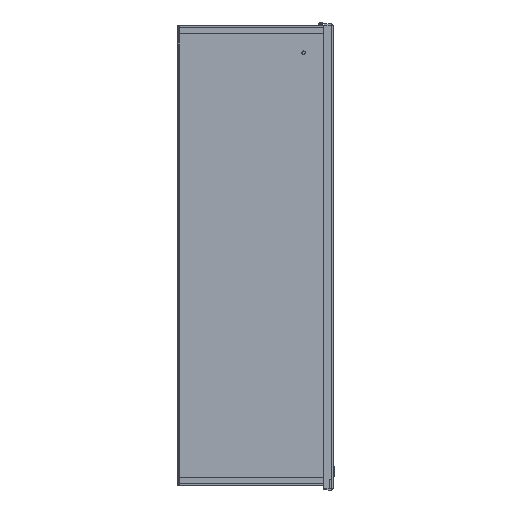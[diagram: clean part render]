
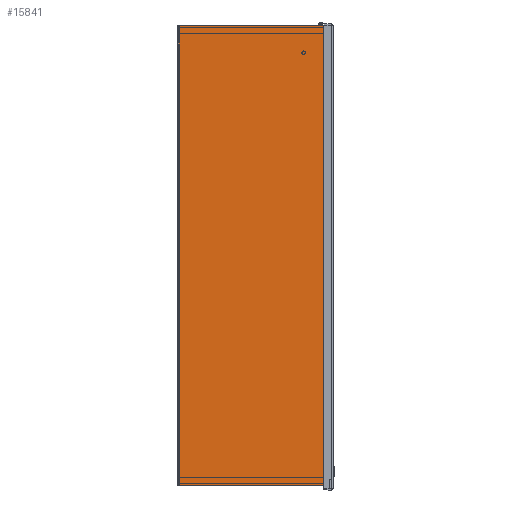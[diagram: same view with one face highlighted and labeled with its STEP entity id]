
A CAD part, front view. The second image highlights one B-rep face of the part: STEP entity #15841.
In plain terms, the highlighted face is planar.
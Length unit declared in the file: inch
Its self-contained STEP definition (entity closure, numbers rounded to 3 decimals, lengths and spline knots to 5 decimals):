
#390 = LINE ( 'NONE', #6454, #32977 ) ;
#2636 = LINE ( 'NONE', #46246, #24939 ) ;
#4983 = DIRECTION ( 'NONE',  ( 0., 1., 0. ) ) ;
#6454 = CARTESIAN_POINT ( 'NONE',  ( -18., -11.857, -21. ) ) ;
#7153 = EDGE_CURVE ( 'NONE', #20545, #47043, #26842, .T. ) ;
#9637 = CARTESIAN_POINT ( 'NONE',  ( 18., -0.143, -21. ) ) ;
#11198 = PLANE ( 'NONE',  #28768 ) ;
#11827 = DIRECTION ( 'NONE',  ( 0., 0., -1. ) ) ;
#12465 = CARTESIAN_POINT ( 'NONE',  ( -18., -0.0855, -21. ) ) ;
#13851 = DIRECTION ( 'NONE',  ( 0., -1., 0. ) ) ;
#15841 = ADVANCED_FACE ( 'NONE', ( #31558 ), #11198, .T. ) ;
#19649 = EDGE_CURVE ( 'NONE', #30336, #44889, #390, .T. ) ;
#20076 = CARTESIAN_POINT ( 'NONE',  ( -18., -0.143, -21. ) ) ;
#20545 = VERTEX_POINT ( 'NONE', #41191 ) ;
#21776 = ORIENTED_EDGE ( 'NONE', *, *, #7153, .F. ) ;
#23525 = ORIENTED_EDGE ( 'NONE', *, *, #31900, .T. ) ;
#24055 = EDGE_LOOP ( 'NONE', ( #23525, #21776, #32702, #35565 ) ) ;
#24939 = VECTOR ( 'NONE', #13851, 39.37008 ) ;
#26392 = CARTESIAN_POINT ( 'NONE',  ( -18., -0.095, -21. ) ) ;
#26842 = LINE ( 'NONE', #9637, #29699 ) ;
#28105 = LINE ( 'NONE', #26392, #44036 ) ;
#28768 = AXIS2_PLACEMENT_3D ( 'NONE', #12465, #11827, #4983 ) ;
#29699 = VECTOR ( 'NONE', #42956, 39.37008 ) ;
#30336 = VERTEX_POINT ( 'NONE', #33825 ) ;
#31502 = DIRECTION ( 'NONE',  ( -1., 0., 0. ) ) ;
#31558 = FACE_OUTER_BOUND ( 'NONE', #24055, .T. ) ;
#31900 = EDGE_CURVE ( 'NONE', #44889, #47043, #28105, .T. ) ;
#32702 = ORIENTED_EDGE ( 'NONE', *, *, #46077, .T. ) ;
#32977 = VECTOR ( 'NONE', #31502, 39.37008 ) ;
#33825 = CARTESIAN_POINT ( 'NONE',  ( 18., -11.857, -21. ) ) ;
#35565 = ORIENTED_EDGE ( 'NONE', *, *, #19649, .T. ) ;
#40695 = DIRECTION ( 'NONE',  ( 0., 1., 0. ) ) ;
#41191 = CARTESIAN_POINT ( 'NONE',  ( 18., -0.143, -21. ) ) ;
#42342 = CARTESIAN_POINT ( 'NONE',  ( -18., -11.857, -21. ) ) ;
#42956 = DIRECTION ( 'NONE',  ( -1., 0., 0. ) ) ;
#44036 = VECTOR ( 'NONE', #40695, 39.37008 ) ;
#44889 = VERTEX_POINT ( 'NONE', #42342 ) ;
#46077 = EDGE_CURVE ( 'NONE', #20545, #30336, #2636, .T. ) ;
#46246 = CARTESIAN_POINT ( 'NONE',  ( 18., -0.095, -21. ) ) ;
#47043 = VERTEX_POINT ( 'NONE', #20076 ) ;
